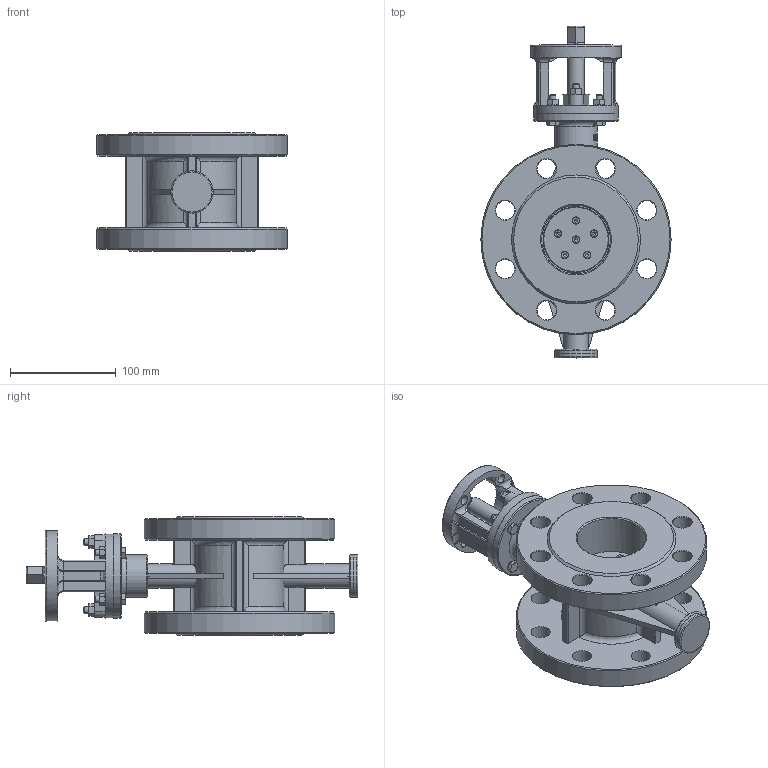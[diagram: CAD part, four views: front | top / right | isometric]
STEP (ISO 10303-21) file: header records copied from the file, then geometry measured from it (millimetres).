
FILE_DESCRIPTION(/* description */ (''),/* implementation_level */ '2;1');
FILE_NAME(/* name */ 'DN65_3D_STEP.stp',/* time_stamp */ '2024-11-16T18:33:57+03:00',/* author */ ('igorr'),/* organization */ (''),/* preprocessor_version */ 'ST-DEVELOPER v20',/* originating_system */ 'Autodesk Inventor 2025',/* authorisation */ '');
FILE_SCHEMA (('AUTOMOTIVE_DESIGN { 1 0 10303 214 3 1 1 }'));
Length unit declared in the file: millimetre
Products named in the file (5): Сборка; Деталь; AS 1110 - M6 x 25; ANSI B18.2.4.2M - M6x1; AS 1420 - 1973 - M4 x 8
Assembly tree (18 placements, depth 2):
  Сборка
    Деталь
    AS 1110 - M6 x 25  x4
    ANSI B18.2.4.2M - M6x1  x6
    AS 1420 - 1973 - M4 x 8  x7
Bounding box: 180 x 314 x 112 mm (x, y, z)
Volume: 1340534.8 mm3; surface area: 243530.8 mm2
Topology: 18 solids, 18 shells, 705 faces, 1696 edges, 1057 vertices
Faces by surface type: plane 319, cylinder 155, cone 154, bspline 45, torus 32
Full cylindrical faces by diameter (mm): 4 x7, 4.917 x6, 5 x6, 6 x6, 7 x11, 9 x4, 10 x4, 15.556 x1, 18 x16, 34 x1, 40 x3, 48.525 x1, 62 x1, 65 x2, 70 x1, 80 x2, 85.6 x1, 180 x2
Entity records: 15481 total; most frequent: CARTESIAN_POINT 4631, ORIENTED_EDGE 2168, DIRECTION 2093, EDGE_CURVE 1084, AXIS2_PLACEMENT_3D 814, VERTEX_POINT 678, EDGE_LOOP 514, LINE 465
